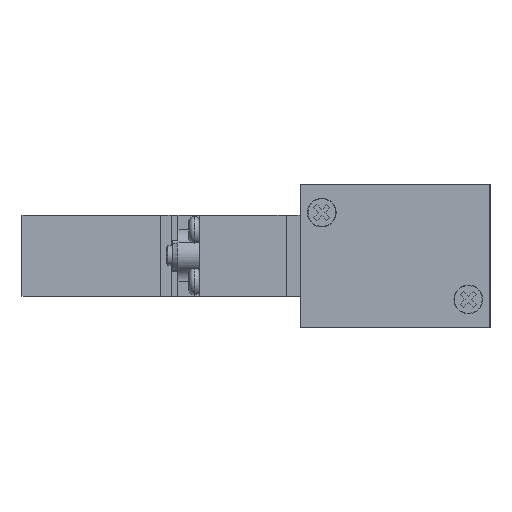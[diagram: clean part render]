
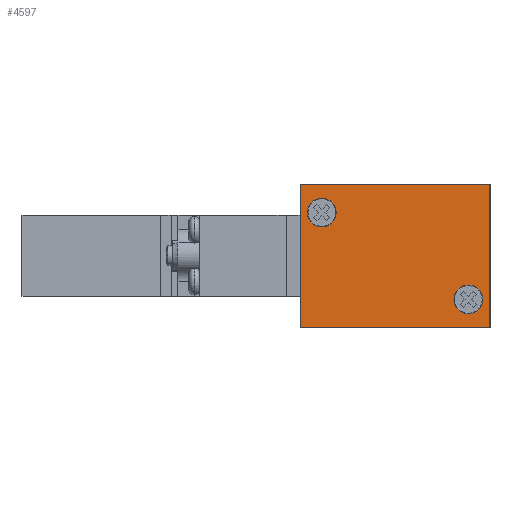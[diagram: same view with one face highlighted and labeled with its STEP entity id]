
A CAD part, left-side view. The second image highlights one B-rep face of the part: STEP entity #4597.
In plain terms, the highlighted face is planar.
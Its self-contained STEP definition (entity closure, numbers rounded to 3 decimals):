
#2819 = VERTEX_POINT ( 'NONE', #17646 ) ;
#3860 = AXIS2_PLACEMENT_3D ( 'NONE', #18263, #18264, #18265 ) ;
#3864 = AXIS2_PLACEMENT_3D ( 'NONE', #18283, #18284, #18285 ) ;
#3870 = AXIS2_PLACEMENT_3D ( 'NONE', #18379, #18380, #18381 ) ;
#3871 = AXIS2_PLACEMENT_3D ( 'NONE', #18406, #18407, #18408 ) ;
#4597 = ADVANCED_FACE ( 'NONE', ( #14245, #14246, #14247 ), #17758, .T. ) ;
#5230 = CIRCLE ( 'NONE', #3860, 2.65 ) ;
#5242 = CIRCLE ( 'NONE', #3864, 2.65 ) ;
#5326 = CIRCLE ( 'NONE', #3870, 2.65 ) ;
#5334 = LINE ( 'NONE', #18390, #5335 ) ;
#5335 = VECTOR ( 'NONE', #18391, 1000. ) ;
#5340 = LINE ( 'NONE', #18396, #5341 ) ;
#5341 = VECTOR ( 'NONE', #18397, 1000. ) ;
#5344 = LINE ( 'NONE', #18400, #5345 ) ;
#5345 = VECTOR ( 'NONE', #18401, 1000. ) ;
#5348 = LINE ( 'NONE', #18404, #5349 ) ;
#5349 = VECTOR ( 'NONE', #18405, 1000. ) ;
#5350 = CIRCLE ( 'NONE', #3871, 2.65 ) ;
#7236 = CARTESIAN_POINT ( 'NONE',  ( 13.25, 35., 0. ) ) ;
#7238 = CARTESIAN_POINT ( 'NONE',  ( -13.25, 35., 0. ) ) ;
#7240 = CARTESIAN_POINT ( 'NONE',  ( 13.25, 0., 0. ) ) ;
#7242 = CARTESIAN_POINT ( 'NONE',  ( -13.25, 0., 0. ) ) ;
#8123 = CARTESIAN_POINT ( 'NONE',  ( -10.65, 4., 0. ) ) ;
#8125 = CARTESIAN_POINT ( 'NONE',  ( -5.35, 4., 0. ) ) ;
#14054 = EDGE_LOOP ( 'NONE', ( #16821, #16822, #16823, #16824 ) ) ;
#14055 = EDGE_LOOP ( 'NONE', ( #16819, #16820 ) ) ;
#14056 = EDGE_LOOP ( 'NONE', ( #16817, #16818 ) ) ;
#14245 = FACE_BOUND ( 'NONE', #14056, .T. ) ;
#14246 = FACE_BOUND ( 'NONE', #14055, .T. ) ;
#14247 = FACE_OUTER_BOUND ( 'NONE', #14054, .T. ) ;
#15371 = EDGE_CURVE ( 'NONE', #15643, #2819, #5230, .T. ) ;
#15379 = EDGE_CURVE ( 'NONE', #17531, #17533, #5242, .T. ) ;
#15424 = EDGE_CURVE ( 'NONE', #17533, #17531, #5326, .T. ) ;
#15429 = EDGE_CURVE ( 'NONE', #16153, #16152, #5334, .T. ) ;
#15432 = EDGE_CURVE ( 'NONE', #16151, #16153, #5340, .T. ) ;
#15434 = EDGE_CURVE ( 'NONE', #16151, #16150, #5344, .T. ) ;
#15436 = EDGE_CURVE ( 'NONE', #16150, #16152, #5348, .T. ) ;
#15437 = EDGE_CURVE ( 'NONE', #2819, #15643, #5350, .T. ) ;
#15643 = VERTEX_POINT ( 'NONE', #18977 ) ;
#16150 = VERTEX_POINT ( 'NONE', #7236 ) ;
#16151 = VERTEX_POINT ( 'NONE', #7238 ) ;
#16152 = VERTEX_POINT ( 'NONE', #7240 ) ;
#16153 = VERTEX_POINT ( 'NONE', #7242 ) ;
#16817 = ORIENTED_EDGE ( 'NONE', *, *, #15437, .F. ) ;
#16818 = ORIENTED_EDGE ( 'NONE', *, *, #15371, .F. ) ;
#16819 = ORIENTED_EDGE ( 'NONE', *, *, #15424, .F. ) ;
#16820 = ORIENTED_EDGE ( 'NONE', *, *, #15379, .F. ) ;
#16821 = ORIENTED_EDGE ( 'NONE', *, *, #15436, .F. ) ;
#16822 = ORIENTED_EDGE ( 'NONE', *, *, #15434, .F. ) ;
#16823 = ORIENTED_EDGE ( 'NONE', *, *, #15432, .T. ) ;
#16824 = ORIENTED_EDGE ( 'NONE', *, *, #15429, .T. ) ;
#17531 = VERTEX_POINT ( 'NONE', #8123 ) ;
#17533 = VERTEX_POINT ( 'NONE', #8125 ) ;
#17646 = CARTESIAN_POINT ( 'NONE',  ( 10.65, 31., 0. ) ) ;
#17758 = PLANE ( 'NONE',  #20253 ) ;
#17759 = CARTESIAN_POINT ( 'NONE',  ( 0., -16.788, 0. ) ) ;
#17760 = DIRECTION ( 'NONE',  ( 0., 0., 1. ) ) ;
#17761 = DIRECTION ( 'NONE',  ( 1., 0., 0. ) ) ;
#18263 = CARTESIAN_POINT ( 'NONE',  ( 8., 31., 0. ) ) ;
#18264 = DIRECTION ( 'NONE',  ( 0., 0., 1. ) ) ;
#18265 = DIRECTION ( 'NONE',  ( 1., 0., 0. ) ) ;
#18283 = CARTESIAN_POINT ( 'NONE',  ( -8., 4., 0. ) ) ;
#18284 = DIRECTION ( 'NONE',  ( 0., 0., 1. ) ) ;
#18285 = DIRECTION ( 'NONE',  ( 1., 0., 0. ) ) ;
#18379 = CARTESIAN_POINT ( 'NONE',  ( -8., 4., 0. ) ) ;
#18380 = DIRECTION ( 'NONE',  ( 0., 0., 1. ) ) ;
#18381 = DIRECTION ( 'NONE',  ( 1., 0., 0. ) ) ;
#18390 = CARTESIAN_POINT ( 'NONE',  ( 0., 0., 0. ) ) ;
#18391 = DIRECTION ( 'NONE',  ( 1., 0., 0. ) ) ;
#18396 = CARTESIAN_POINT ( 'NONE',  ( -13.25, -16.788, 0. ) ) ;
#18397 = DIRECTION ( 'NONE',  ( 0., -1., 0. ) ) ;
#18400 = CARTESIAN_POINT ( 'NONE',  ( 0., 35., 0. ) ) ;
#18401 = DIRECTION ( 'NONE',  ( 1., 0., 0. ) ) ;
#18404 = CARTESIAN_POINT ( 'NONE',  ( 13.25, -16.788, 0. ) ) ;
#18405 = DIRECTION ( 'NONE',  ( 0., -1., 0. ) ) ;
#18406 = CARTESIAN_POINT ( 'NONE',  ( 8., 31., 0. ) ) ;
#18407 = DIRECTION ( 'NONE',  ( 0., 0., 1. ) ) ;
#18408 = DIRECTION ( 'NONE',  ( 1., 0., 0. ) ) ;
#18977 = CARTESIAN_POINT ( 'NONE',  ( 5.35, 31., 0. ) ) ;
#20253 = AXIS2_PLACEMENT_3D ( 'NONE', #17759, #17760, #17761 ) ;
